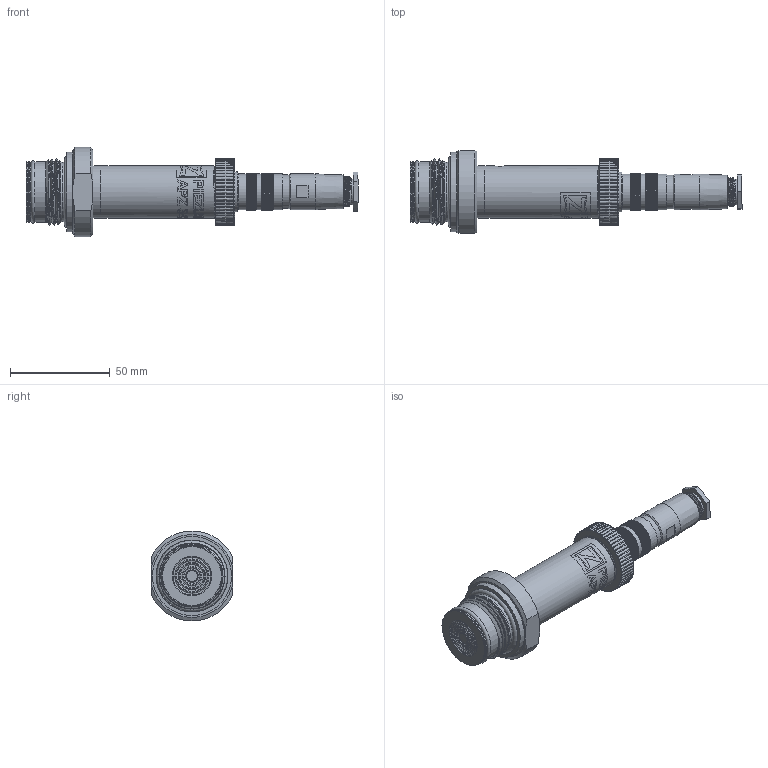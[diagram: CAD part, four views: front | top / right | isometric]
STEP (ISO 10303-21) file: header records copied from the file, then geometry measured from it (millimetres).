
FILE_DESCRIPTION(/* description */ (''),/* implementation_level */ '2;1');
FILE_NAME(/* name */ 'APZ3420m_G1DIN-solidflush_7.step',/* time_stamp */ '2021-07-06T15:46:04+03:00',/* author */ (''),/* organization */ (''),/* preprocessor_version */ 'ST-DEVELOPER v18.1',/* originating_system */ 'Autodesk Translation Framework v10.9.0.1377',/* authorisation */ '');
FILE_SCHEMA (('AUTOMOTIVE_DESIGN { 1 0 10303 214 3 1 1 }'));
Products named in the file (8): АПЗ 3420м заполненная; OMAL nut M27x1.5; Ш100.000.005; Binder 723 assembly; Binder 723 female; Binder 723 male; shell; G1 flush diaphragm
Assembly tree (7 placements, depth 3):
  АПЗ 3420м заполненная
    OMAL nut M27x1.5
    Ш100.000.005
    Binder 723 assembly
      Binder 723 female
      Binder 723 male
    shell
    G1 flush diaphragm
Bounding box: 166.08 x 41 x 45 mm (x, y, z)
Volume: 89169 mm3; surface area: 30605.5 mm2
Topology: 10 solids, 10 shells, 3576 faces, 9039 edges, 5915 vertices
Faces by surface type: plane 2167, cylinder 625, bspline 468, cone 295, torus 21
Full cylindrical faces by diameter (mm): 1 x15, 1.5 x5, 2 x2, 4 x1, 7.183 x1, 10 x1, 11.8 x1, 12 x1, 13 x1, 13.5 x1, 13.741 x3, 14.884 x2, 15.044 x5, 15.2 x1, 15.908 x4, 16.8 x1, 17.044 x7, 17.283 x6, 17.6 x1, 17.908 x7, 18 x4, 18.124 x7, 18.161 x2, 20 x1, 21.4 x2, 22.3 x1, 22.5 x1, 24.5 x3, 25.132 x4, 25.526 x4
Entity records: 133581 total; most frequent: CARTESIAN_POINT 48325, ORIENTED_EDGE 18078, DIRECTION 18067, EDGE_CURVE 9039, AXIS2_PLACEMENT_3D 7786, VERTEX_POINT 5915, EDGE_LOOP 4018, ELLIPSE 3870
